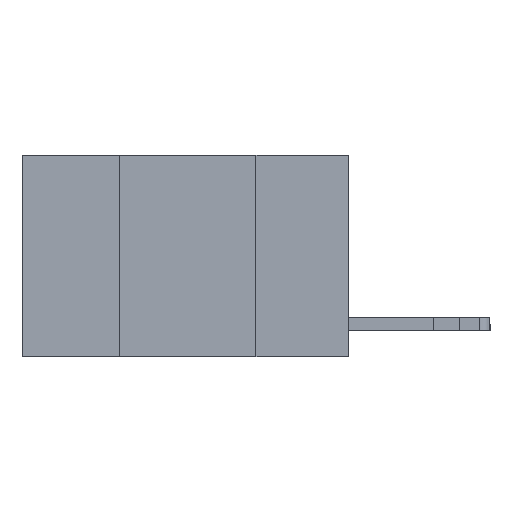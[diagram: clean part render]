
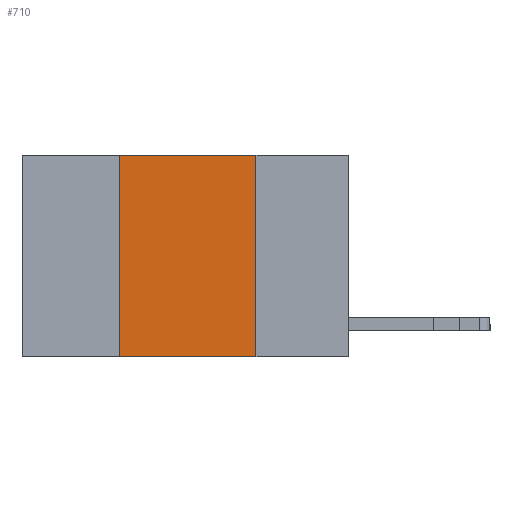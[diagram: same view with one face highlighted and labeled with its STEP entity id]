
A CAD part, left-side view. The second image highlights one B-rep face of the part: STEP entity #710.
In plain terms, the highlighted planar face has unit normal (-1, 0, 0).
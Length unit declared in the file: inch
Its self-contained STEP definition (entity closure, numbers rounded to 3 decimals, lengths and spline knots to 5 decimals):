
#584 = ORIENTED_EDGE ( 'NONE', *, *, #8472, .F. ) ;
#710 = ADVANCED_FACE ( 'NONE', ( #4902 ), #18120, .F. ) ;
#2784 = DIRECTION ( 'NONE',  ( 0., 0., -1. ) ) ;
#3017 = CARTESIAN_POINT ( 'NONE',  ( 0., 0.6, 0. ) ) ;
#3828 = DIRECTION ( 'NONE',  ( 0., 0., -1. ) ) ;
#3918 = VECTOR ( 'NONE', #12419, 39.37008 ) ;
#4407 = VECTOR ( 'NONE', #3828, 39.37008 ) ;
#4817 = CARTESIAN_POINT ( 'NONE',  ( 0., 0.17, -0.37 ) ) ;
#4902 = FACE_OUTER_BOUND ( 'NONE', #12952, .T. ) ;
#5415 = EDGE_CURVE ( 'NONE', #7871, #17196, #21272, .T. ) ;
#6053 = ORIENTED_EDGE ( 'NONE', *, *, #5415, .F. ) ;
#6404 = CARTESIAN_POINT ( 'NONE',  ( 0., 0.6, 0. ) ) ;
#6493 = AXIS2_PLACEMENT_3D ( 'NONE', #3017, #18244, #2784 ) ;
#7567 = LINE ( 'NONE', #11174, #4407 ) ;
#7652 = CARTESIAN_POINT ( 'NONE',  ( 0., 0.42, 0. ) ) ;
#7871 = VERTEX_POINT ( 'NONE', #7652 ) ;
#8472 = EDGE_CURVE ( 'NONE', #23842, #7871, #15955, .T. ) ;
#8818 = ORIENTED_EDGE ( 'NONE', *, *, #13351, .F. ) ;
#10521 = CARTESIAN_POINT ( 'NONE',  ( 0., 0.17, 0. ) ) ;
#11174 = CARTESIAN_POINT ( 'NONE',  ( 0., 0.17, 0. ) ) ;
#11884 = VERTEX_POINT ( 'NONE', #4817 ) ;
#11970 = CARTESIAN_POINT ( 'NONE',  ( 0., 0.42, 0. ) ) ;
#12263 = VECTOR ( 'NONE', #23581, 39.37008 ) ;
#12419 = DIRECTION ( 'NONE',  ( 0., -1., 0. ) ) ;
#12952 = EDGE_LOOP ( 'NONE', ( #8818, #6053, #584, #16015 ) ) ;
#13351 = EDGE_CURVE ( 'NONE', #17196, #11884, #7567, .T. ) ;
#15203 = CARTESIAN_POINT ( 'NONE',  ( 0., 0.42, -0.37 ) ) ;
#15955 = LINE ( 'NONE', #11970, #12263 ) ;
#16015 = ORIENTED_EDGE ( 'NONE', *, *, #22871, .T. ) ;
#16146 = VECTOR ( 'NONE', #19634, 39.37008 ) ;
#16167 = CARTESIAN_POINT ( 'NONE',  ( 0., 0.6, -0.37 ) ) ;
#17196 = VERTEX_POINT ( 'NONE', #10521 ) ;
#18120 = PLANE ( 'NONE',  #6493 ) ;
#18244 = DIRECTION ( 'NONE',  ( 1., 0., 0. ) ) ;
#18639 = LINE ( 'NONE', #16167, #3918 ) ;
#19634 = DIRECTION ( 'NONE',  ( 0., -1., 0. ) ) ;
#21272 = LINE ( 'NONE', #6404, #16146 ) ;
#22871 = EDGE_CURVE ( 'NONE', #23842, #11884, #18639, .T. ) ;
#23581 = DIRECTION ( 'NONE',  ( 0., 0., 1. ) ) ;
#23842 = VERTEX_POINT ( 'NONE', #15203 ) ;
